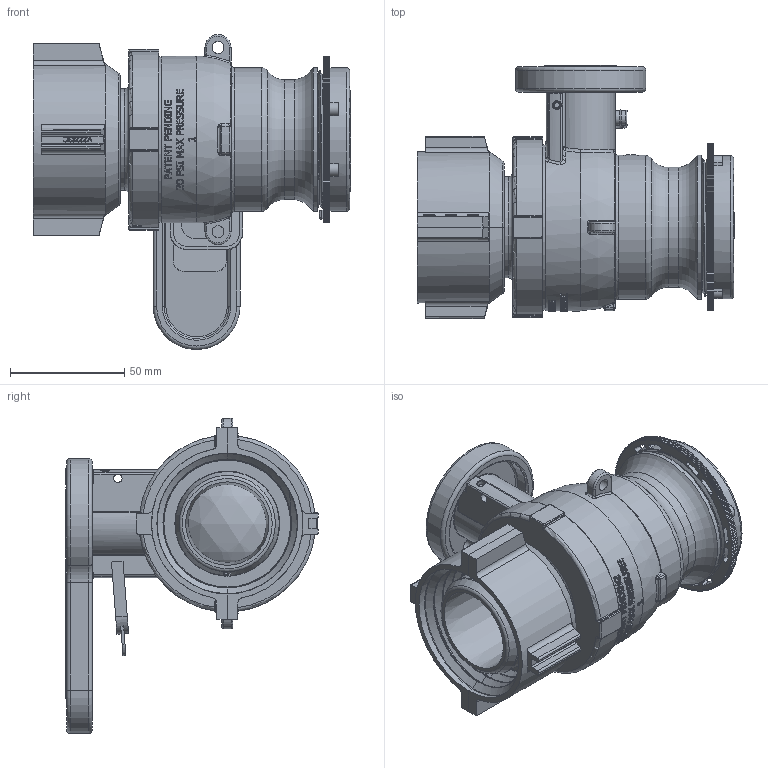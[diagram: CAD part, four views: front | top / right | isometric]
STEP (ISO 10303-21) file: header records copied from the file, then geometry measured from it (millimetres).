
FILE_DESCRIPTION(/* description */ ('MAUSER 2"POLY VLV QD EPDM WITH CAP'),/* implementation_level */ '2;1');
FILE_NAME(/* name */ 'W230236.stp',/* time_stamp */ '2018-06-20T07:31:08-04:00',/* author */ ('MEG'),/* organization */ (''),/* preprocessor_version */ 'ST-DEVELOPER v17',/* originating_system */ 'Autodesk Inventor 2018',/* authorisation */ '');
FILE_SCHEMA (('AUTOMOTIVE_DESIGN { 1 0 10303 214 3 1 1 }'));
Length unit declared in the file: inch
Products named in the file (19): W230236; VS20209; 201FPTX; 202FPTG; WS22296; WS22296X; WSF20264; WSF20264X; WS20258; V22275G; V22283C; V22283D; WS20002; WS20153; WS20255T; WS20255; V20255BX; WS20163E; VL1004
Assembly tree (20 placements, depth 4):
  W230236
    VS20209
    201FPTX
    202FPTG
    WS22296
      WS22296X
      WS20258
    WSF20264
      WSF20264X
      WS20258
    V22275G
    V22283C
    V22283D
    WS20002
    WS20153
    WS20255T
      WS20255
        V20255BX
    WS20163E  x2
    VL1004
Bounding box: 139.29 x 110.95 x 138.18 mm (x, y, z)
Volume: 332465.5 mm3; surface area: 164463.4 mm2
Topology: 16 solids, 16 shells, 3806 faces, 10582 edges, 6957 vertices
Faces by surface type: plane 1880, cylinder 937, bspline 745, torus 137, cone 81, sphere 26
Full cylindrical faces by diameter (mm): 1.93 x1, 3.175 x2, 3.251 x1, 3.683 x2, 3.81 x2, 3.962 x1, 4.775 x2, 5.08 x6, 5.258 x2, 5.309 x6, 6.35 x4, 6.528 x6, 7.925 x1, 18.161 x1, 18.288 x1, 22.225 x3, 23.495 x1, 24.079 x1, 30.226 x1, 30.988 x1, 34.29 x1, 38.1 x4, 42.875 x1, 43.129 x2, 43.18 x2, 43.942 x1, 44.45 x2, 45.974 x1, 48.514 x1, 50.292 x1
Entity records: 139409 total; most frequent: CARTESIAN_POINT 43998, ORIENTED_EDGE 21032, DIRECTION 17701, EDGE_CURVE 10516, VERTEX_POINT 6945, LINE 6119, VECTOR 6119, AXIS2_PLACEMENT_3D 5791
